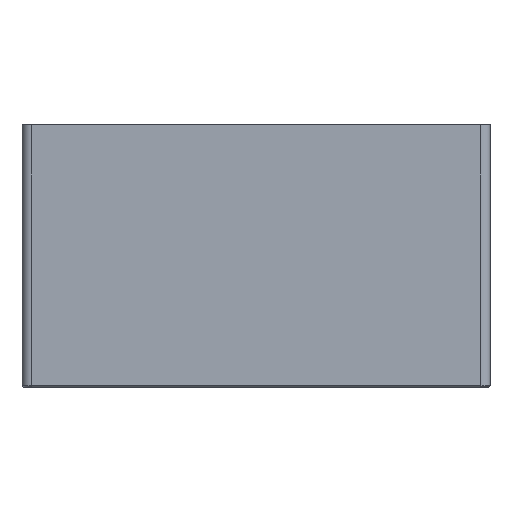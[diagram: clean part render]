
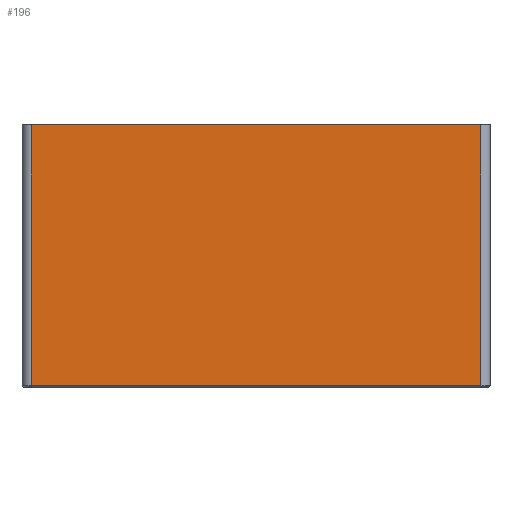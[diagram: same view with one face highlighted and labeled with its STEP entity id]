
A CAD part, left-side view. The second image highlights one B-rep face of the part: STEP entity #196.
In plain terms, the highlighted free-form (B-spline) face has degree [1, 1] with [2, 2] control points.
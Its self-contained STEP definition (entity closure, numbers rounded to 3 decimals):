
#42 = VERTEX_POINT('',#43);
#43 = CARTESIAN_POINT('',(-57.5,120.,140.));
#49 = EDGE_CURVE('',#42,#50,#52,.T.);
#50 = VERTEX_POINT('',#51);
#51 = CARTESIAN_POINT('',(-57.5,-120.,140.));
#52 = B_SPLINE_CURVE_WITH_KNOTS('',1,(#53,#54),.UNSPECIFIED.,.F.,.F.,(2,
    2),(0.,240.),.PIECEWISE_BEZIER_KNOTS.);
#53 = CARTESIAN_POINT('',(-57.5,120.,140.));
#54 = CARTESIAN_POINT('',(-57.5,-120.,140.));
#178 = VERTEX_POINT('',#179);
#179 = CARTESIAN_POINT('',(-57.5,120.,1.));
#185 = EDGE_CURVE('',#178,#42,#186,.T.);
#186 = B_SPLINE_CURVE_WITH_KNOTS('',1,(#187,#188),.UNSPECIFIED.,.F.,.F.,
  (2,2),(0.,139.),.PIECEWISE_BEZIER_KNOTS.);
#187 = CARTESIAN_POINT('',(-57.5,120.,1.));
#188 = CARTESIAN_POINT('',(-57.5,120.,140.));
#196 = ADVANCED_FACE('',(#197),#213,.T.);
#197 = FACE_BOUND('',#198,.T.);
#198 = EDGE_LOOP('',(#199,#200,#207,#212));
#199 = ORIENTED_EDGE('',*,*,#185,.F.);
#200 = ORIENTED_EDGE('',*,*,#201,.F.);
#201 = EDGE_CURVE('',#202,#178,#204,.T.);
#202 = VERTEX_POINT('',#203);
#203 = CARTESIAN_POINT('',(-57.5,-120.,1.));
#204 = B_SPLINE_CURVE_WITH_KNOTS('',1,(#205,#206),.UNSPECIFIED.,.F.,.F.,
  (2,2),(0.,240.),.PIECEWISE_BEZIER_KNOTS.);
#205 = CARTESIAN_POINT('',(-57.5,-120.,1.));
#206 = CARTESIAN_POINT('',(-57.5,120.,1.));
#207 = ORIENTED_EDGE('',*,*,#208,.T.);
#208 = EDGE_CURVE('',#202,#50,#209,.T.);
#209 = B_SPLINE_CURVE_WITH_KNOTS('',1,(#210,#211),.UNSPECIFIED.,.F.,.F.,
  (2,2),(0.,139.),.PIECEWISE_BEZIER_KNOTS.);
#210 = CARTESIAN_POINT('',(-57.5,-120.,1.));
#211 = CARTESIAN_POINT('',(-57.5,-120.,140.));
#212 = ORIENTED_EDGE('',*,*,#49,.F.);
#213 = B_SPLINE_SURFACE_WITH_KNOTS('',1,1,(
    (#214,#215)
    ,(#216,#217
    )),.UNSPECIFIED.,.F.,.F.,.F.,(2,2),(2,2),(5.,245.),(1.,140.),
  .PIECEWISE_BEZIER_KNOTS.);
#214 = CARTESIAN_POINT('',(-57.5,120.,1.));
#215 = CARTESIAN_POINT('',(-57.5,120.,140.));
#216 = CARTESIAN_POINT('',(-57.5,-120.,1.));
#217 = CARTESIAN_POINT('',(-57.5,-120.,140.));
